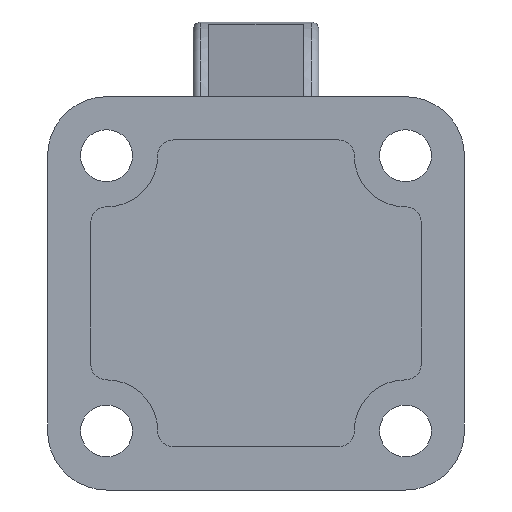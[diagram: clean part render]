
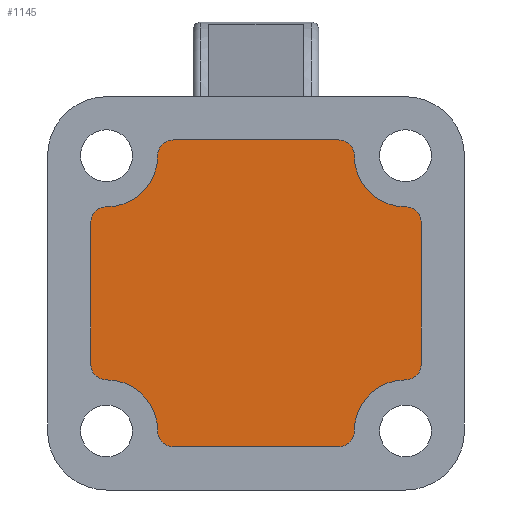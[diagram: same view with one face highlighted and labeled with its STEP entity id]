
A CAD part, front view. The second image highlights one B-rep face of the part: STEP entity #1145.
In plain terms, the highlighted planar face has unit normal (0, -1, 0).
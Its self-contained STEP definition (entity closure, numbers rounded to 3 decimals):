
#84=LINE('',#1934,#164);
#89=LINE('',#1950,#169);
#94=LINE('',#1966,#174);
#99=LINE('',#1982,#179);
#164=VECTOR('',#1581,1000.);
#169=VECTOR('',#1600,1000.);
#174=VECTOR('',#1619,1000.);
#179=VECTOR('',#1638,1000.);
#207=PLANE('',#1296);
#492=ORIENTED_EDGE('',*,*,#645,.F.);
#493=ORIENTED_EDGE('',*,*,#675,.T.);
#494=ORIENTED_EDGE('',*,*,#673,.F.);
#495=ORIENTED_EDGE('',*,*,#671,.F.);
#496=ORIENTED_EDGE('',*,*,#669,.F.);
#497=ORIENTED_EDGE('',*,*,#667,.T.);
#498=ORIENTED_EDGE('',*,*,#665,.F.);
#499=ORIENTED_EDGE('',*,*,#663,.F.);
#500=ORIENTED_EDGE('',*,*,#661,.F.);
#501=ORIENTED_EDGE('',*,*,#659,.T.);
#502=ORIENTED_EDGE('',*,*,#657,.F.);
#503=ORIENTED_EDGE('',*,*,#655,.F.);
#504=ORIENTED_EDGE('',*,*,#653,.F.);
#505=ORIENTED_EDGE('',*,*,#651,.T.);
#506=ORIENTED_EDGE('',*,*,#649,.F.);
#507=ORIENTED_EDGE('',*,*,#647,.F.);
#645=EDGE_CURVE('',#770,#771,#850,.T.);
#647=EDGE_CURVE('',#771,#772,#84,.T.);
#649=EDGE_CURVE('',#772,#773,#851,.T.);
#651=EDGE_CURVE('',#774,#773,#852,.T.);
#653=EDGE_CURVE('',#774,#775,#853,.T.);
#655=EDGE_CURVE('',#775,#776,#89,.T.);
#657=EDGE_CURVE('',#776,#777,#854,.T.);
#659=EDGE_CURVE('',#778,#777,#855,.T.);
#661=EDGE_CURVE('',#778,#779,#856,.T.);
#663=EDGE_CURVE('',#779,#780,#94,.T.);
#665=EDGE_CURVE('',#780,#781,#857,.T.);
#667=EDGE_CURVE('',#782,#781,#858,.T.);
#669=EDGE_CURVE('',#782,#783,#859,.T.);
#671=EDGE_CURVE('',#783,#784,#99,.T.);
#673=EDGE_CURVE('',#784,#785,#860,.T.);
#675=EDGE_CURVE('',#770,#785,#861,.T.);
#770=VERTEX_POINT('',#1929);
#771=VERTEX_POINT('',#1931);
#772=VERTEX_POINT('',#1935);
#773=VERTEX_POINT('',#1939);
#774=VERTEX_POINT('',#1943);
#775=VERTEX_POINT('',#1947);
#776=VERTEX_POINT('',#1951);
#777=VERTEX_POINT('',#1955);
#778=VERTEX_POINT('',#1959);
#779=VERTEX_POINT('',#1963);
#780=VERTEX_POINT('',#1967);
#781=VERTEX_POINT('',#1971);
#782=VERTEX_POINT('',#1975);
#783=VERTEX_POINT('',#1979);
#784=VERTEX_POINT('',#1983);
#785=VERTEX_POINT('',#1987);
#850=CIRCLE('',#1269,2.);
#851=CIRCLE('',#1272,2.);
#852=CIRCLE('',#1274,6.5);
#853=CIRCLE('',#1276,2.);
#854=CIRCLE('',#1279,2.);
#855=CIRCLE('',#1281,6.5);
#856=CIRCLE('',#1283,2.);
#857=CIRCLE('',#1286,2.);
#858=CIRCLE('',#1288,6.5);
#859=CIRCLE('',#1290,2.);
#860=CIRCLE('',#1293,2.);
#861=CIRCLE('',#1295,6.5);
#943=EDGE_LOOP('',(#492,#493,#494,#495,#496,#497,#498,#499,#500,#501,#502,
#503,#504,#505,#506,#507));
#1037=FACE_BOUND('',#943,.T.);
#1145=ADVANCED_FACE('',(#1037),#207,.F.);
#1269=AXIS2_PLACEMENT_3D('',#1930,#1576,#1577);
#1272=AXIS2_PLACEMENT_3D('',#1938,#1585,#1586);
#1274=AXIS2_PLACEMENT_3D('',#1942,#1590,#1591);
#1276=AXIS2_PLACEMENT_3D('',#1946,#1595,#1596);
#1279=AXIS2_PLACEMENT_3D('',#1954,#1604,#1605);
#1281=AXIS2_PLACEMENT_3D('',#1958,#1609,#1610);
#1283=AXIS2_PLACEMENT_3D('',#1962,#1614,#1615);
#1286=AXIS2_PLACEMENT_3D('',#1970,#1623,#1624);
#1288=AXIS2_PLACEMENT_3D('',#1974,#1628,#1629);
#1290=AXIS2_PLACEMENT_3D('',#1978,#1633,#1634);
#1293=AXIS2_PLACEMENT_3D('',#1986,#1642,#1643);
#1295=AXIS2_PLACEMENT_3D('',#1990,#1647,#1648);
#1296=AXIS2_PLACEMENT_3D('',#1991,#1649,#1650);
#1576=DIRECTION('',(0.,1.,0.));
#1577=DIRECTION('',(1.,0.,0.));
#1581=DIRECTION('',(0.,0.,1.));
#1585=DIRECTION('',(0.,1.,0.));
#1586=DIRECTION('',(1.,0.,0.));
#1590=DIRECTION('',(0.,1.,0.));
#1591=DIRECTION('',(1.,0.,0.));
#1595=DIRECTION('',(0.,1.,0.));
#1596=DIRECTION('',(1.,0.,0.));
#1600=DIRECTION('',(1.,0.,0.));
#1604=DIRECTION('',(0.,1.,0.));
#1605=DIRECTION('',(1.,0.,0.));
#1609=DIRECTION('',(0.,1.,0.));
#1610=DIRECTION('',(1.,0.,0.));
#1614=DIRECTION('',(0.,1.,0.));
#1615=DIRECTION('',(1.,0.,0.));
#1619=DIRECTION('',(0.,0.,-1.));
#1623=DIRECTION('',(0.,1.,0.));
#1624=DIRECTION('',(1.,0.,0.));
#1628=DIRECTION('',(0.,1.,0.));
#1629=DIRECTION('',(1.,0.,0.));
#1633=DIRECTION('',(0.,1.,0.));
#1634=DIRECTION('',(1.,0.,0.));
#1638=DIRECTION('',(-1.,0.,0.));
#1642=DIRECTION('',(0.,1.,0.));
#1643=DIRECTION('',(1.,0.,0.));
#1647=DIRECTION('',(0.,1.,0.));
#1648=DIRECTION('',(1.,0.,0.));
#1649=DIRECTION('',(0.,1.,0.));
#1650=DIRECTION('',(0.,0.,1.));
#1929=CARTESIAN_POINT('',(-19.,6.,-11.));
#1930=CARTESIAN_POINT('',(-19.,6.,-9.));
#1931=CARTESIAN_POINT('',(-21.,6.,-9.));
#1934=CARTESIAN_POINT('',(-21.,6.,-9.));
#1935=CARTESIAN_POINT('',(-21.,6.,9.));
#1938=CARTESIAN_POINT('',(-19.,6.,9.));
#1939=CARTESIAN_POINT('',(-19.,6.,11.));
#1942=CARTESIAN_POINT('',(-19.,6.,17.5));
#1943=CARTESIAN_POINT('',(-12.5,6.,17.5));
#1946=CARTESIAN_POINT('',(-10.5,6.,17.5));
#1947=CARTESIAN_POINT('',(-10.5,6.,19.5));
#1950=CARTESIAN_POINT('',(-10.5,6.,19.5));
#1951=CARTESIAN_POINT('',(10.5,6.,19.5));
#1954=CARTESIAN_POINT('',(10.5,6.,17.5));
#1955=CARTESIAN_POINT('',(12.5,6.,17.5));
#1958=CARTESIAN_POINT('',(19.,6.,17.5));
#1959=CARTESIAN_POINT('',(19.,6.,11.));
#1962=CARTESIAN_POINT('',(19.,6.,9.));
#1963=CARTESIAN_POINT('',(21.,6.,9.));
#1966=CARTESIAN_POINT('',(21.,6.,9.));
#1967=CARTESIAN_POINT('',(21.,6.,-9.));
#1970=CARTESIAN_POINT('',(19.,6.,-9.));
#1971=CARTESIAN_POINT('',(19.,6.,-11.));
#1974=CARTESIAN_POINT('',(19.,6.,-17.5));
#1975=CARTESIAN_POINT('',(12.5,6.,-17.5));
#1978=CARTESIAN_POINT('',(10.5,6.,-17.5));
#1979=CARTESIAN_POINT('',(10.5,6.,-19.5));
#1982=CARTESIAN_POINT('',(10.5,6.,-19.5));
#1983=CARTESIAN_POINT('',(-10.5,6.,-19.5));
#1986=CARTESIAN_POINT('',(-10.5,6.,-17.5));
#1987=CARTESIAN_POINT('',(-12.5,6.,-17.5));
#1990=CARTESIAN_POINT('',(-19.,6.,-17.5));
#1991=CARTESIAN_POINT('',(-19.,6.,-9.));
